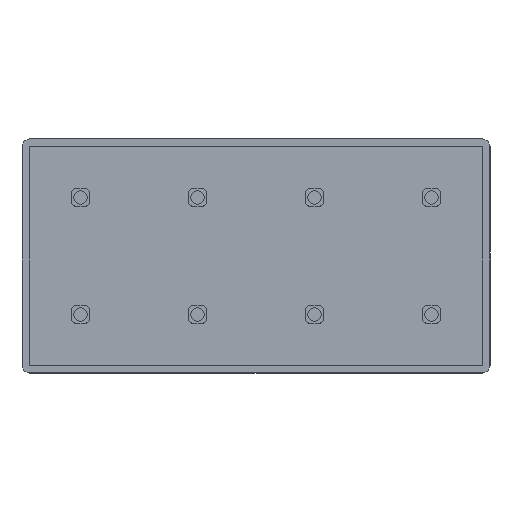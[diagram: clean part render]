
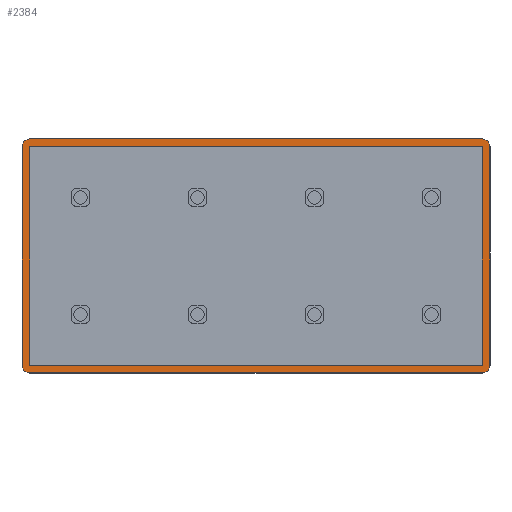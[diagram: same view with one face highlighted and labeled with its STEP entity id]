
A CAD part, top view. The second image highlights one B-rep face of the part: STEP entity #2384.
In plain terms, the highlighted planar face has unit normal (0, 0, 1).
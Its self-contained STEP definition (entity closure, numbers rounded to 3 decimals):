
#10 = ORIENTED_EDGE ( 'NONE', *, *, #47, .F. ) ;
#47 = EDGE_CURVE ( 'NONE', #62, #398, #2240, .T. ) ;
#62 = VERTEX_POINT ( 'NONE', #2061 ) ;
#87 = ORIENTED_EDGE ( 'NONE', *, *, #649, .T. ) ;
#124 = DIRECTION ( 'NONE',  ( 0., 0., -1. ) ) ;
#221 = VERTEX_POINT ( 'NONE', #2110 ) ;
#241 = DIRECTION ( 'NONE',  ( 0., -1., 0. ) ) ;
#273 = VECTOR ( 'NONE', #3068, 1000. ) ;
#287 = AXIS2_PLACEMENT_3D ( 'NONE', #930, #2624, #1790 ) ;
#288 = ORIENTED_EDGE ( 'NONE', *, *, #1770, .F. ) ;
#298 = DIRECTION ( 'NONE',  ( -1., 0., 0. ) ) ;
#321 = CARTESIAN_POINT ( 'NONE',  ( -60., 30., 0. ) ) ;
#371 = LINE ( 'NONE', #3431, #824 ) ;
#388 = VERTEX_POINT ( 'NONE', #1299 ) ;
#391 = AXIS2_PLACEMENT_3D ( 'NONE', #321, #3575, #2202 ) ;
#398 = VERTEX_POINT ( 'NONE', #491 ) ;
#470 = VECTOR ( 'NONE', #241, 1000. ) ;
#491 = CARTESIAN_POINT ( 'NONE',  ( 58., 28., 0. ) ) ;
#501 = CARTESIAN_POINT ( 'NONE',  ( -58., 30., 0. ) ) ;
#515 = DIRECTION ( 'NONE',  ( 0., 0., -1. ) ) ;
#553 = DIRECTION ( 'NONE',  ( 0., 1., 0. ) ) ;
#578 = VECTOR ( 'NONE', #3175, 1000. ) ;
#596 = AXIS2_PLACEMENT_3D ( 'NONE', #1012, #1336, #2094 ) ;
#649 = EDGE_CURVE ( 'NONE', #1938, #2150, #371, .T. ) ;
#746 = EDGE_CURVE ( 'NONE', #2276, #1357, #1006, .T. ) ;
#788 = CARTESIAN_POINT ( 'NONE',  ( -58., -28., 0. ) ) ;
#817 = CARTESIAN_POINT ( 'NONE',  ( 60., -30., 0. ) ) ;
#824 = VECTOR ( 'NONE', #1744, 1000. ) ;
#833 = LINE ( 'NONE', #817, #273 ) ;
#847 = ORIENTED_EDGE ( 'NONE', *, *, #1987, .F. ) ;
#877 = VECTOR ( 'NONE', #905, 1000. ) ;
#898 = VECTOR ( 'NONE', #298, 1000. ) ;
#905 = DIRECTION ( 'NONE',  ( 0., 1., 0. ) ) ;
#930 = CARTESIAN_POINT ( 'NONE',  ( -58., -28., 0. ) ) ;
#1006 = LINE ( 'NONE', #501, #470 ) ;
#1012 = CARTESIAN_POINT ( 'NONE',  ( 58., 28., 0. ) ) ;
#1023 = VECTOR ( 'NONE', #1660, 1000. ) ;
#1036 = ORIENTED_EDGE ( 'NONE', *, *, #1314, .F. ) ;
#1057 = ORIENTED_EDGE ( 'NONE', *, *, #2836, .T. ) ;
#1154 = PLANE ( 'NONE',  #391 ) ;
#1229 = CIRCLE ( 'NONE', #1578, 2. ) ;
#1237 = CARTESIAN_POINT ( 'NONE',  ( -60., -28., 0. ) ) ;
#1248 = EDGE_CURVE ( 'NONE', #2471, #221, #2005, .T. ) ;
#1270 = EDGE_CURVE ( 'NONE', #388, #3082, #1839, .T. ) ;
#1279 = ORIENTED_EDGE ( 'NONE', *, *, #1821, .F. ) ;
#1299 = CARTESIAN_POINT ( 'NONE',  ( -58., -30., 0. ) ) ;
#1314 = EDGE_CURVE ( 'NONE', #1357, #62, #2861, .T. ) ;
#1336 = DIRECTION ( 'NONE',  ( 0., 0., -1. ) ) ;
#1357 = VERTEX_POINT ( 'NONE', #788 ) ;
#1418 = CARTESIAN_POINT ( 'NONE',  ( 60., 28., 0. ) ) ;
#1425 = FACE_OUTER_BOUND ( 'NONE', #1690, .T. ) ;
#1450 = CARTESIAN_POINT ( 'NONE',  ( 58., -28., 0. ) ) ;
#1521 = CIRCLE ( 'NONE', #596, 2. ) ;
#1528 = CARTESIAN_POINT ( 'NONE',  ( -60., 30., 0. ) ) ;
#1578 = AXIS2_PLACEMENT_3D ( 'NONE', #2738, #515, #553 ) ;
#1613 = ORIENTED_EDGE ( 'NONE', *, *, #3215, .F. ) ;
#1638 = CARTESIAN_POINT ( 'NONE',  ( 60., -28., 0. ) ) ;
#1643 = LINE ( 'NONE', #2514, #1023 ) ;
#1653 = ORIENTED_EDGE ( 'NONE', *, *, #1270, .F. ) ;
#1660 = DIRECTION ( 'NONE',  ( 0., -1., 0. ) ) ;
#1690 = EDGE_LOOP ( 'NONE', ( #87, #1279, #1843, #847, #2685, #1653, #1057, #288 ) ) ;
#1744 = DIRECTION ( 'NONE',  ( 0., 1., 0. ) ) ;
#1770 = EDGE_CURVE ( 'NONE', #1938, #2204, #2908, .T. ) ;
#1790 = DIRECTION ( 'NONE',  ( 0., 1., 0. ) ) ;
#1821 = EDGE_CURVE ( 'NONE', #2471, #2150, #1521, .T. ) ;
#1839 = CIRCLE ( 'NONE', #287, 2. ) ;
#1843 = ORIENTED_EDGE ( 'NONE', *, *, #1248, .T. ) ;
#1892 = CARTESIAN_POINT ( 'NONE',  ( -58., 28., 0. ) ) ;
#1938 = VERTEX_POINT ( 'NONE', #1638 ) ;
#1978 = CARTESIAN_POINT ( 'NONE',  ( 58., 30., 0. ) ) ;
#1987 = EDGE_CURVE ( 'NONE', #3412, #221, #1229, .T. ) ;
#2005 = LINE ( 'NONE', #1528, #578 ) ;
#2061 = CARTESIAN_POINT ( 'NONE',  ( 58., -28., 0. ) ) ;
#2083 = DIRECTION ( 'NONE',  ( 1., 0., 0. ) ) ;
#2094 = DIRECTION ( 'NONE',  ( 0., 1., 0. ) ) ;
#2103 = EDGE_LOOP ( 'NONE', ( #10, #1036, #2737, #1613 ) ) ;
#2110 = CARTESIAN_POINT ( 'NONE',  ( -58., 30., 0. ) ) ;
#2150 = VERTEX_POINT ( 'NONE', #1418 ) ;
#2202 = DIRECTION ( 'NONE',  ( 0., 1., 0. ) ) ;
#2204 = VERTEX_POINT ( 'NONE', #2378 ) ;
#2240 = LINE ( 'NONE', #3353, #877 ) ;
#2276 = VERTEX_POINT ( 'NONE', #1892 ) ;
#2287 = CARTESIAN_POINT ( 'NONE',  ( -60., 28., 0. ) ) ;
#2378 = CARTESIAN_POINT ( 'NONE',  ( 58., -30., 0. ) ) ;
#2384 = ADVANCED_FACE ( 'NONE', ( #3560, #1425 ), #1154, .F. ) ;
#2453 = CARTESIAN_POINT ( 'NONE',  ( -60., -28., 0. ) ) ;
#2471 = VERTEX_POINT ( 'NONE', #1978 ) ;
#2514 = CARTESIAN_POINT ( 'NONE',  ( -60., -30., 0. ) ) ;
#2541 = DIRECTION ( 'NONE',  ( 0., 1., 0. ) ) ;
#2624 = DIRECTION ( 'NONE',  ( 0., 0., -1. ) ) ;
#2685 = ORIENTED_EDGE ( 'NONE', *, *, #2879, .T. ) ;
#2737 = ORIENTED_EDGE ( 'NONE', *, *, #746, .F. ) ;
#2738 = CARTESIAN_POINT ( 'NONE',  ( -58., 28., 0. ) ) ;
#2741 = CARTESIAN_POINT ( 'NONE',  ( -60., 28., 0. ) ) ;
#2836 = EDGE_CURVE ( 'NONE', #388, #2204, #833, .T. ) ;
#2861 = LINE ( 'NONE', #1237, #2887 ) ;
#2879 = EDGE_CURVE ( 'NONE', #3412, #3082, #1643, .T. ) ;
#2887 = VECTOR ( 'NONE', #2083, 1000. ) ;
#2908 = CIRCLE ( 'NONE', #3314, 2. ) ;
#3068 = DIRECTION ( 'NONE',  ( 1., 0., 0. ) ) ;
#3082 = VERTEX_POINT ( 'NONE', #2453 ) ;
#3175 = DIRECTION ( 'NONE',  ( -1., 0., 0. ) ) ;
#3215 = EDGE_CURVE ( 'NONE', #398, #2276, #3464, .T. ) ;
#3314 = AXIS2_PLACEMENT_3D ( 'NONE', #1450, #124, #2541 ) ;
#3353 = CARTESIAN_POINT ( 'NONE',  ( 58., 30., 0. ) ) ;
#3412 = VERTEX_POINT ( 'NONE', #2287 ) ;
#3431 = CARTESIAN_POINT ( 'NONE',  ( 60., 30., 0. ) ) ;
#3464 = LINE ( 'NONE', #2741, #898 ) ;
#3560 = FACE_BOUND ( 'NONE', #2103, .T. ) ;
#3575 = DIRECTION ( 'NONE',  ( 0., 0., -1. ) ) ;
